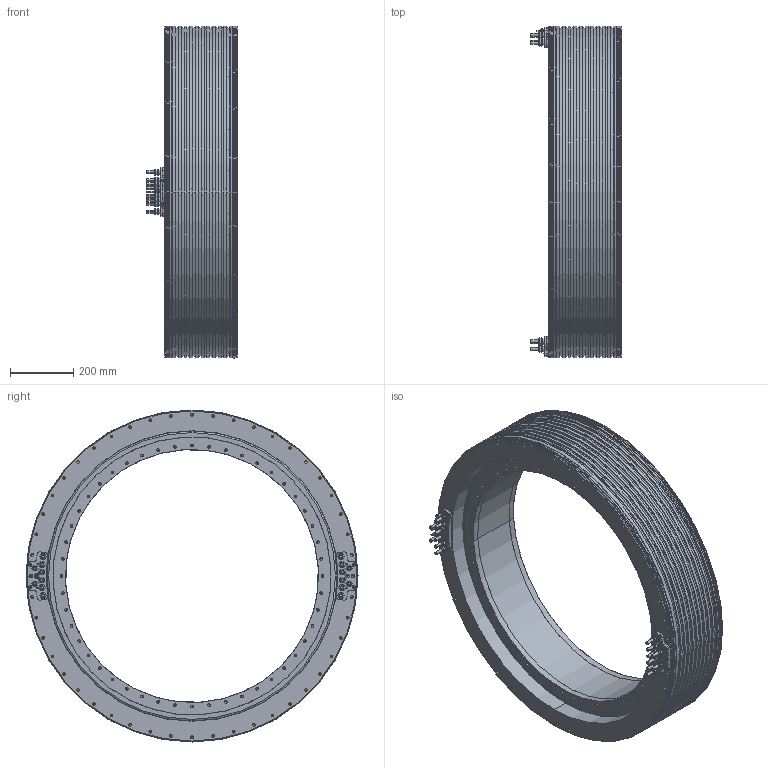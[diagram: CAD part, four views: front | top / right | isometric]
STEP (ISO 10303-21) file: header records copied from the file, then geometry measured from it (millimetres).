
FILE_DESCRIPTION((''),'2;1');
FILE_NAME('MOTEUR_TMK0991-150-3UZN-U_ASM_1_ASM','2020-07-15T11:21:50',('CH5533'),(''),'CREO PARAMETRIC BY PTC INC, 2019164','CREO PARAMETRIC BY PTC INC, 2019164','');
FILE_SCHEMA(('AUTOMOTIVE_DESIGN { 1 0 10303 214 1 1 1 1 }'));
Length unit declared in the file: millimetre
Products named in the file (3): STATOR_TMK0991-150-3UZN-U_1; ROTOR_TMK0991-150_1; MOTEUR_TMK0991-150-3UZN-U_ASM_1_ASM
Assembly tree (2 placements, depth 2):
  MOTEUR_TMK0991-150-3UZN-U_ASM_1_ASM
    STATOR_TMK0991-150-3UZN-U_1
    ROTOR_TMK0991-150_1
Bounding box: 287.2 x 1050.5 x 1050.5 mm (x, y, z)
Volume: 73940735.3 mm3; surface area: 3896722 mm2
Topology: 2 solids, 27 shells, 2482 faces, 5979 edges, 3508 vertices
Faces by surface type: cylinder 1010, plane 854, cone 530, torus 84, sphere 4
Entity records: 72531 total; most frequent: DIRECTION 13326, CARTESIAN_POINT 11715, ORIENTED_EDGE 11142, EDGE_CURVE 5571, AXIS2_PLACEMENT_3D 5236, VERTEX_POINT 3508, EDGE_LOOP 2905, VECTOR 2845
